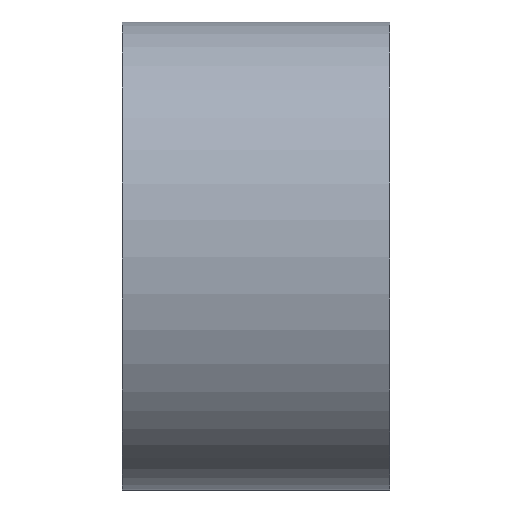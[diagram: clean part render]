
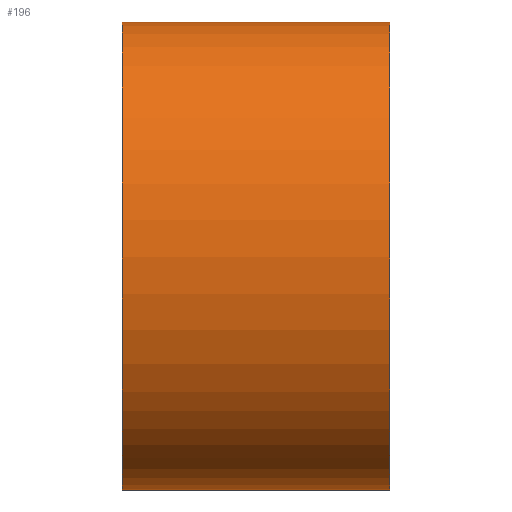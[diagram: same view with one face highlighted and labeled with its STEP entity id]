
A CAD part, left-side view. The second image highlights one B-rep face of the part: STEP entity #196.
In plain terms, the highlighted free-form (B-spline) face has degree [1, 2] with [2, 5] control points.
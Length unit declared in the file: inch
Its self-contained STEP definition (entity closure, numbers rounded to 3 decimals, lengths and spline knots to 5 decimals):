
#17=ELLIPSE('',#231,0.875,0.6875);
#18=ELLIPSE('',#232,0.875,0.6875);
#20=(
BOUNDED_SURFACE()
B_SPLINE_SURFACE(1,2,((#393,#394,#395,#396,#397),(#398,#399,#400,#401,#402)),
 .UNSPECIFIED.,.F.,.F.,.F.)
B_SPLINE_SURFACE_WITH_KNOTS((2,2),(3,2,3),(0.,1.14286),(-3.14159,
-1.5708,0.),.UNSPECIFIED.)
GEOMETRIC_REPRESENTATION_ITEM()
RATIONAL_B_SPLINE_SURFACE(((1.,0.707,1.,0.707,1.),
(1.,0.707,1.,0.707,1.)))
REPRESENTATION_ITEM('')
SURFACE()
);
#43=FACE_OUTER_BOUND('',#57,.T.);
#57=EDGE_LOOP('',(#161,#162,#163,#164));
#65=LINE('',#277,#79);
#71=LINE('',#378,#85);
#79=VECTOR('',#239,0.3937);
#85=VECTOR('',#255,0.3937);
#93=VERTEX_POINT('',#275);
#94=VERTEX_POINT('',#276);
#103=VERTEX_POINT('',#376);
#104=VERTEX_POINT('',#377);
#110=EDGE_CURVE('',#93,#94,#65,.T.);
#122=EDGE_CURVE('',#103,#104,#71,.T.);
#128=EDGE_CURVE('',#103,#93,#17,.T.);
#129=EDGE_CURVE('',#104,#94,#18,.T.);
#161=ORIENTED_EDGE('',*,*,#122,.F.);
#162=ORIENTED_EDGE('',*,*,#128,.T.);
#163=ORIENTED_EDGE('',*,*,#110,.T.);
#164=ORIENTED_EDGE('',*,*,#129,.F.);
#196=ADVANCED_FACE('',(#43),#20,.F.);
#231=AXIS2_PLACEMENT_3D('',#403,#263,#264);
#232=AXIS2_PLACEMENT_3D('',#404,#265,#266);
#239=DIRECTION('',(0.,1.,0.));
#255=DIRECTION('',(0.,1.,0.));
#263=DIRECTION('center_axis',(0.,1.,0.));
#264=DIRECTION('ref_axis',(0.,0.,1.));
#265=DIRECTION('center_axis',(0.,1.,0.));
#266=DIRECTION('ref_axis',(0.,0.,1.));
#275=CARTESIAN_POINT('',(0.,0.,0.875));
#276=CARTESIAN_POINT('',(0.,1.,0.875));
#277=CARTESIAN_POINT('',(0.,0.,0.875));
#376=CARTESIAN_POINT('',(0.,0.,-0.875));
#377=CARTESIAN_POINT('',(0.,1.,-0.875));
#378=CARTESIAN_POINT('',(0.,0.,-0.875));
#393=CARTESIAN_POINT('Ctrl Pts',(0.,0.,-0.875));
#394=CARTESIAN_POINT('Ctrl Pts',(-0.6875,0.,-0.875));
#395=CARTESIAN_POINT('Ctrl Pts',(-0.6875,0.,0.));
#396=CARTESIAN_POINT('Ctrl Pts',(-0.6875,0.,0.875));
#397=CARTESIAN_POINT('Ctrl Pts',(0.,0.,0.875));
#398=CARTESIAN_POINT('Ctrl Pts',(0.,1.,-0.875));
#399=CARTESIAN_POINT('Ctrl Pts',(-0.6875,1.,-0.875));
#400=CARTESIAN_POINT('Ctrl Pts',(-0.6875,1.,0.));
#401=CARTESIAN_POINT('Ctrl Pts',(-0.6875,1.,0.875));
#402=CARTESIAN_POINT('Ctrl Pts',(0.,1.,0.875));
#403=CARTESIAN_POINT('Origin',(0.,0.,0.));
#404=CARTESIAN_POINT('Origin',(0.,1.,0.));
